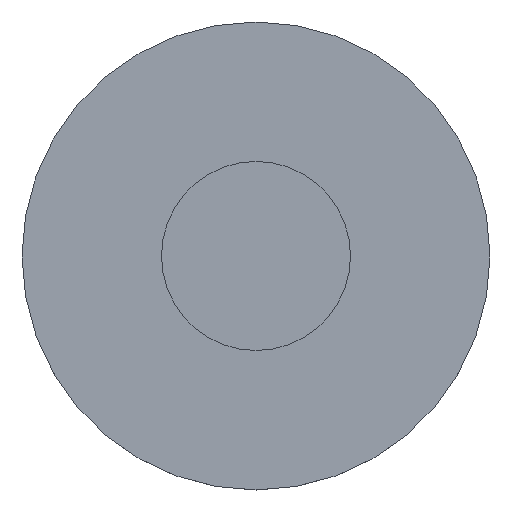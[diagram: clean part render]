
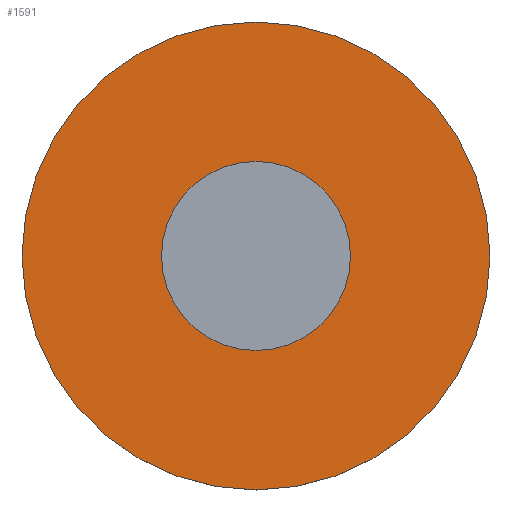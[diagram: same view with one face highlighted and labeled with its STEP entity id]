
A CAD part, top view. The second image highlights one B-rep face of the part: STEP entity #1591.
In plain terms, the highlighted face is planar.
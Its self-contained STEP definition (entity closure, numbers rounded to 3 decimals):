
#608=CARTESIAN_POINT('',(0.,1.5,0.));
#609=DIRECTION('',(0.,1.,0.));
#610=DIRECTION('',(1.,0.,0.));
#611=AXIS2_PLACEMENT_3D('',#608,#609,#610);
#613=CARTESIAN_POINT('',(0.,1.5,0.));
#614=DIRECTION('',(0.,-1.,0.));
#615=DIRECTION('',(1.,0.,0.));
#616=AXIS2_PLACEMENT_3D('',#613,#614,#615);
#618=CARTESIAN_POINT('',(0.,1.5,0.));
#619=DIRECTION('',(0.,1.,0.));
#620=DIRECTION('',(1.,0.,0.));
#621=AXIS2_PLACEMENT_3D('',#618,#619,#620);
#623=CARTESIAN_POINT('',(0.,1.5,0.));
#624=DIRECTION('',(0.,1.,0.));
#625=DIRECTION('',(-1.,0.,0.));
#626=AXIS2_PLACEMENT_3D('',#623,#624,#625);
#784=CARTESIAN_POINT('',(6.,1.5,0.));
#785=CARTESIAN_POINT('',(-6.,1.5,0.));
#786=VERTEX_POINT('',#784);
#787=VERTEX_POINT('',#785);
#789=CARTESIAN_POINT('',(14.85,1.5,0.));
#791=VERTEX_POINT('',#789);
#793=CARTESIAN_POINT('',(-14.85,1.5,0.));
#795=VERTEX_POINT('',#793);
#1576=CARTESIAN_POINT('',(0.,1.5,0.));
#1577=DIRECTION('',(0.,-1.,0.));
#1578=DIRECTION('',(-1.,0.,0.));
#1579=AXIS2_PLACEMENT_3D('',#1576,#1577,#1578);
#1580=PLANE('',#1579);
#1581=ORIENTED_EDGE('',*,*,#1555,.F.);
#1582=ORIENTED_EDGE('',*,*,#1571,.T.);
#1583=EDGE_LOOP('',(#1581,#1582));
#1584=FACE_OUTER_BOUND('',#1583,.F.);
#1586=ORIENTED_EDGE('',*,*,#1585,.T.);
#1588=ORIENTED_EDGE('',*,*,#1587,.T.);
#1589=EDGE_LOOP('',(#1586,#1588));
#1590=FACE_BOUND('',#1589,.F.);
#612=CIRCLE('',#611,14.85);
#617=CIRCLE('',#616,14.85);
#622=CIRCLE('',#621,6.);
#627=CIRCLE('',#626,6.);
#1555=EDGE_CURVE('',#791,#795,#612,.T.);
#1571=EDGE_CURVE('',#791,#795,#617,.T.);
#1585=EDGE_CURVE('',#786,#787,#622,.T.);
#1587=EDGE_CURVE('',#787,#786,#627,.T.);
#1591=ADVANCED_FACE('',(#1584,#1590),#1580,.F.);
